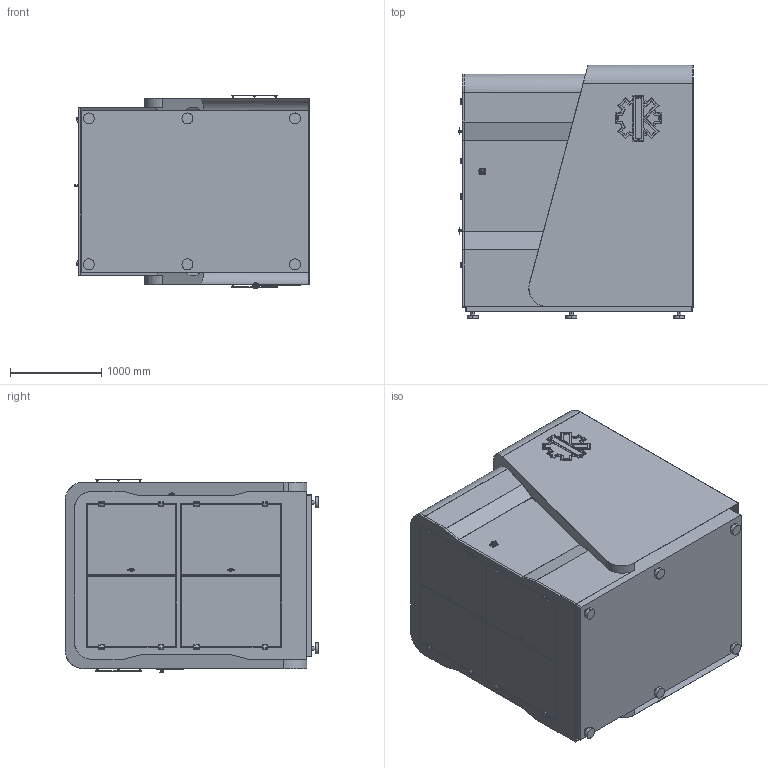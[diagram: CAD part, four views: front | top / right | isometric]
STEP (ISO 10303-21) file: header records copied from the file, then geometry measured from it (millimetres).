
FILE_DESCRIPTION (( 'STEP AP203' ), '1' );
FILE_NAME ('BG_Homepage_Robozell_Zusamenbau - ohne Roboter.STEP', '2020-08-24T06:25:49', ( '' ), ( '' ), 'SwSTEP 2.0', 'SolidWorks 2013', '' );
FILE_SCHEMA (( 'CONFIG_CONTROL_DESIGN' ));
Products named in the file (1): BG_Homepage_Robozell_Zusamenbau - ohne Roboter
Bounding box: 2568.8 x 2781 x 2126.18 mm (x, y, z)
Volume: 985136056.8 mm3; surface area: 77382946.2 mm2
Topology: 161 solids, 162 shells, 6215 faces, 16831 edges, 10988 vertices
Faces by surface type: plane 3309, cylinder 2317, cone 440, bspline 107, torus 42
Entity records: 201354 total; most frequent: CARTESIAN_POINT 42448, ORIENTED_EDGE 33426, DIRECTION 33160, EDGE_CURVE 16713, AXIS2_PLACEMENT_3D 11444, VERTEX_POINT 10988, VECTOR 10272, LINE 10272
